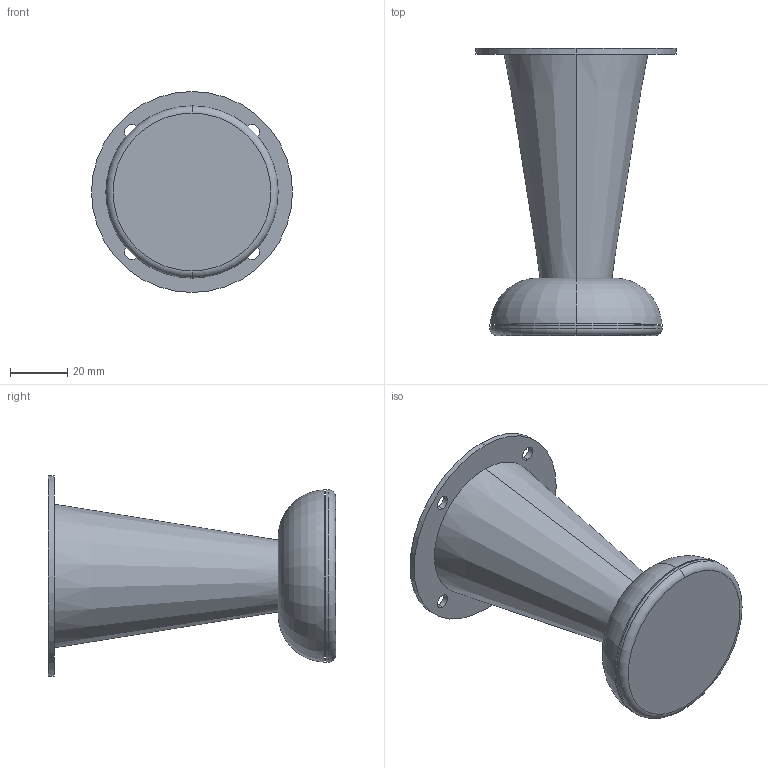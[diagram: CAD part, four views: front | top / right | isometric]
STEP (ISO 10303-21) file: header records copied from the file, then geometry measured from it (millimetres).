
FILE_DESCRIPTION (( 'STEP AP214' ), '1' );
FILE_NAME ('F001937,F001938_3D.step', '2022-10-10T13:52:58', ( '' ), ( '' ), 'SwSTEP 2.0', 'SolidWorks 2020', '' );
FILE_SCHEMA (( 'AUTOMOTIVE_DESIGN' ));
Length unit declared in the file: millimetre
Products named in the file (1): F001937,F001938_3D
Bounding box: 70 x 100 x 70 mm (x, y, z)
Volume: 36516.3 mm3; surface area: 36608 mm2
Topology: 1 solids, 1 shells, 35 faces, 76 edges, 50 vertices
Faces by surface type: cylinder 16, plane 9, torus 6, cone 4
Entity records: 1040 total; most frequent: DIRECTION 204, CARTESIAN_POINT 162, ORIENTED_EDGE 152, AXIS2_PLACEMENT_3D 92, EDGE_CURVE 76, CIRCLE 56, EDGE_LOOP 50, VERTEX_POINT 50
